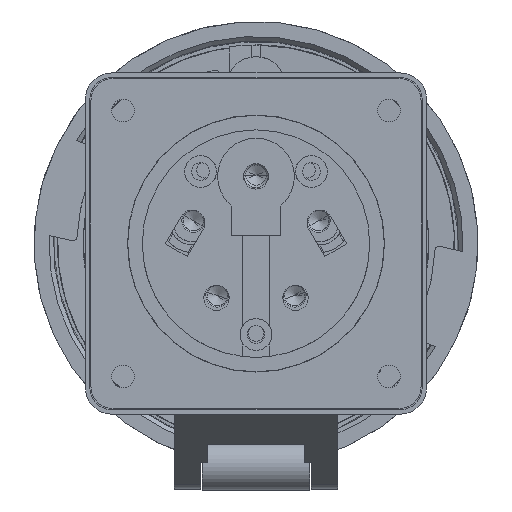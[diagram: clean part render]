
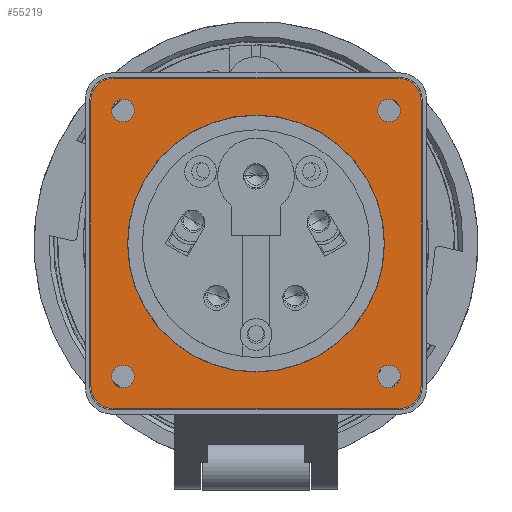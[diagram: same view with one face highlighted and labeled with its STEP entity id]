
A CAD part, front view. The second image highlights one B-rep face of the part: STEP entity #55219.
In plain terms, the highlighted face is planar.
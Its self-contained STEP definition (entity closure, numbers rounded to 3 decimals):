
#54208=CARTESIAN_POINT('',(0.,0.,0.));
#54209=DIRECTION('',(0.,0.,-1.));
#54210=DIRECTION('',(0.,-1.,0.));
#54211=AXIS2_PLACEMENT_3D('',#54208,#54209,#54210);
#54216=CARTESIAN_POINT('',(0.,0.,0.));
#54217=DIRECTION('',(0.,0.,-1.));
#54218=DIRECTION('',(0.,1.,0.));
#54219=AXIS2_PLACEMENT_3D('',#54216,#54217,#54218);
#54224=CARTESIAN_POINT('',(30.,30.,0.));
#54225=DIRECTION('',(0.,0.,-1.));
#54226=DIRECTION('',(0.,-1.,0.));
#54227=AXIS2_PLACEMENT_3D('',#54224,#54225,#54226);
#54232=CARTESIAN_POINT('',(30.,30.,0.));
#54233=DIRECTION('',(0.,0.,-1.));
#54234=DIRECTION('',(0.,1.,0.));
#54235=AXIS2_PLACEMENT_3D('',#54232,#54233,#54234);
#54240=CARTESIAN_POINT('',(30.,-30.,0.));
#54241=DIRECTION('',(0.,0.,-1.));
#54242=DIRECTION('',(0.,-1.,0.));
#54243=AXIS2_PLACEMENT_3D('',#54240,#54241,#54242);
#54248=CARTESIAN_POINT('',(30.,-30.,0.));
#54249=DIRECTION('',(0.,0.,-1.));
#54250=DIRECTION('',(0.,1.,0.));
#54251=AXIS2_PLACEMENT_3D('',#54248,#54249,#54250);
#54256=CARTESIAN_POINT('',(-30.,30.,0.));
#54257=DIRECTION('',(0.,0.,-1.));
#54258=DIRECTION('',(0.,-1.,0.));
#54259=AXIS2_PLACEMENT_3D('',#54256,#54257,#54258);
#54264=CARTESIAN_POINT('',(-30.,30.,0.));
#54265=DIRECTION('',(0.,0.,-1.));
#54266=DIRECTION('',(0.,1.,0.));
#54267=AXIS2_PLACEMENT_3D('',#54264,#54265,#54266);
#54272=CARTESIAN_POINT('',(-30.,-30.,0.));
#54273=DIRECTION('',(0.,0.,-1.));
#54274=DIRECTION('',(0.,-1.,0.));
#54275=AXIS2_PLACEMENT_3D('',#54272,#54273,#54274);
#54280=CARTESIAN_POINT('',(-30.,-30.,0.));
#54281=DIRECTION('',(0.,0.,-1.));
#54282=DIRECTION('',(0.,1.,0.));
#54283=AXIS2_PLACEMENT_3D('',#54280,#54281,#54282);
#54288=CARTESIAN_POINT('',(32.25,32.25,0.));
#54289=DIRECTION('',(0.,0.,-1.));
#54290=DIRECTION('',(0.,1.,0.));
#54291=AXIS2_PLACEMENT_3D('',#54288,#54289,#54290);
#54296=DIRECTION('',(-1.,0.,0.));
#54297=VECTOR('',#54296,64.5);
#54298=CARTESIAN_POINT('',(32.25,37.25,0.));
#54299=LINE('',#54298,#54297);
#54303=CARTESIAN_POINT('',(-32.25,32.25,0.));
#54304=DIRECTION('',(0.,0.,-1.));
#54305=DIRECTION('',(-1.,0.,0.));
#54306=AXIS2_PLACEMENT_3D('',#54303,#54304,#54305);
#54311=DIRECTION('',(0.,-1.,0.));
#54312=VECTOR('',#54311,64.5);
#54313=CARTESIAN_POINT('',(-37.25,32.25,0.));
#54314=LINE('',#54313,#54312);
#54318=CARTESIAN_POINT('',(-32.25,-32.25,0.));
#54319=DIRECTION('',(0.,0.,-1.));
#54320=DIRECTION('',(0.,-1.,0.));
#54321=AXIS2_PLACEMENT_3D('',#54318,#54319,#54320);
#54326=DIRECTION('',(1.,0.,0.));
#54327=VECTOR('',#54326,64.5);
#54328=CARTESIAN_POINT('',(-32.25,-37.25,0.));
#54329=LINE('',#54328,#54327);
#54333=CARTESIAN_POINT('',(32.25,-32.25,0.));
#54334=DIRECTION('',(0.,0.,-1.));
#54335=DIRECTION('',(1.,0.,0.));
#54336=AXIS2_PLACEMENT_3D('',#54333,#54334,#54335);
#54341=DIRECTION('',(0.,1.,0.));
#54342=VECTOR('',#54341,64.5);
#54343=CARTESIAN_POINT('',(37.25,-32.25,0.));
#54344=LINE('',#54343,#54342);
#55030=CARTESIAN_POINT('',(0.,-29.,0.));
#55031=CARTESIAN_POINT('',(0.,29.,0.));
#55032=VERTEX_POINT('',#55030);
#55033=VERTEX_POINT('',#55031);
#55034=CARTESIAN_POINT('',(30.,27.45,0.));
#55035=CARTESIAN_POINT('',(30.,32.55,0.));
#55036=VERTEX_POINT('',#55034);
#55037=VERTEX_POINT('',#55035);
#55038=CARTESIAN_POINT('',(30.,-32.55,0.));
#55039=CARTESIAN_POINT('',(30.,-27.45,0.));
#55040=VERTEX_POINT('',#55038);
#55041=VERTEX_POINT('',#55039);
#55042=CARTESIAN_POINT('',(-30.,27.45,0.));
#55043=CARTESIAN_POINT('',(-30.,32.55,0.));
#55044=VERTEX_POINT('',#55042);
#55045=VERTEX_POINT('',#55043);
#55046=CARTESIAN_POINT('',(-30.,-32.55,0.));
#55047=CARTESIAN_POINT('',(-30.,-27.45,0.));
#55048=VERTEX_POINT('',#55046);
#55049=VERTEX_POINT('',#55047);
#55070=CARTESIAN_POINT('',(32.25,37.25,0.));
#55071=CARTESIAN_POINT('',(37.25,32.25,0.));
#55072=VERTEX_POINT('',#55070);
#55073=VERTEX_POINT('',#55071);
#55078=CARTESIAN_POINT('',(-37.25,32.25,0.));
#55079=CARTESIAN_POINT('',(-32.25,37.25,0.));
#55080=VERTEX_POINT('',#55078);
#55081=VERTEX_POINT('',#55079);
#55086=CARTESIAN_POINT('',(-32.25,-37.25,0.));
#55087=CARTESIAN_POINT('',(-37.25,-32.25,0.));
#55088=VERTEX_POINT('',#55086);
#55089=VERTEX_POINT('',#55087);
#55094=CARTESIAN_POINT('',(37.25,-32.25,0.));
#55095=CARTESIAN_POINT('',(32.25,-37.25,0.));
#55096=VERTEX_POINT('',#55094);
#55097=VERTEX_POINT('',#55095);
#55166=CARTESIAN_POINT('',(0.,0.,0.));
#55167=DIRECTION('',(0.,0.,1.));
#55168=DIRECTION('',(0.,-1.,0.));
#55169=AXIS2_PLACEMENT_3D('',#55166,#55167,#55168);
#55170=PLANE('',#55169);
#55172=ORIENTED_EDGE('',*,*,#55171,.F.);
#55174=ORIENTED_EDGE('',*,*,#55173,.T.);
#55176=ORIENTED_EDGE('',*,*,#55175,.F.);
#55178=ORIENTED_EDGE('',*,*,#55177,.T.);
#55180=ORIENTED_EDGE('',*,*,#55179,.F.);
#55182=ORIENTED_EDGE('',*,*,#55181,.T.);
#55184=ORIENTED_EDGE('',*,*,#55183,.F.);
#55186=ORIENTED_EDGE('',*,*,#55185,.T.);
#55187=EDGE_LOOP('',(#55172,#55174,#55176,#55178,#55180,#55182,#55184,#55186));
#55188=FACE_OUTER_BOUND('',#55187,.F.);
#55190=ORIENTED_EDGE('',*,*,#55189,.T.);
#55192=ORIENTED_EDGE('',*,*,#55191,.T.);
#55193=EDGE_LOOP('',(#55190,#55192));
#55194=FACE_BOUND('',#55193,.F.);
#55196=ORIENTED_EDGE('',*,*,#55195,.T.);
#55198=ORIENTED_EDGE('',*,*,#55197,.T.);
#55199=EDGE_LOOP('',(#55196,#55198));
#55200=FACE_BOUND('',#55199,.F.);
#55202=ORIENTED_EDGE('',*,*,#55201,.T.);
#55204=ORIENTED_EDGE('',*,*,#55203,.T.);
#55205=EDGE_LOOP('',(#55202,#55204));
#55206=FACE_BOUND('',#55205,.F.);
#55208=ORIENTED_EDGE('',*,*,#55207,.T.);
#55210=ORIENTED_EDGE('',*,*,#55209,.T.);
#55211=EDGE_LOOP('',(#55208,#55210));
#55212=FACE_BOUND('',#55211,.F.);
#55214=ORIENTED_EDGE('',*,*,#55213,.T.);
#55216=ORIENTED_EDGE('',*,*,#55215,.T.);
#55217=EDGE_LOOP('',(#55214,#55216));
#55218=FACE_BOUND('',#55217,.F.);
#54212=CIRCLE('',#54211,29.);
#54220=CIRCLE('',#54219,29.);
#54228=CIRCLE('',#54227,2.55);
#54236=CIRCLE('',#54235,2.55);
#54244=CIRCLE('',#54243,2.55);
#54252=CIRCLE('',#54251,2.55);
#54260=CIRCLE('',#54259,2.55);
#54268=CIRCLE('',#54267,2.55);
#54276=CIRCLE('',#54275,2.55);
#54284=CIRCLE('',#54283,2.55);
#54292=CIRCLE('',#54291,5.);
#54307=CIRCLE('',#54306,5.);
#54322=CIRCLE('',#54321,5.);
#54337=CIRCLE('',#54336,5.);
#55171=EDGE_CURVE('',#55072,#55073,#54292,.T.);
#55173=EDGE_CURVE('',#55072,#55081,#54299,.T.);
#55175=EDGE_CURVE('',#55080,#55081,#54307,.T.);
#55177=EDGE_CURVE('',#55080,#55089,#54314,.T.);
#55179=EDGE_CURVE('',#55088,#55089,#54322,.T.);
#55181=EDGE_CURVE('',#55088,#55097,#54329,.T.);
#55183=EDGE_CURVE('',#55096,#55097,#54337,.T.);
#55185=EDGE_CURVE('',#55096,#55073,#54344,.T.);
#55189=EDGE_CURVE('',#55036,#55037,#54228,.T.);
#55191=EDGE_CURVE('',#55037,#55036,#54236,.T.);
#55195=EDGE_CURVE('',#55040,#55041,#54244,.T.);
#55197=EDGE_CURVE('',#55041,#55040,#54252,.T.);
#55201=EDGE_CURVE('',#55044,#55045,#54260,.T.);
#55203=EDGE_CURVE('',#55045,#55044,#54268,.T.);
#55207=EDGE_CURVE('',#55048,#55049,#54276,.T.);
#55209=EDGE_CURVE('',#55049,#55048,#54284,.T.);
#55213=EDGE_CURVE('',#55032,#55033,#54212,.T.);
#55215=EDGE_CURVE('',#55033,#55032,#54220,.T.);
#55219=ADVANCED_FACE('',(#55188,#55194,#55200,#55206,#55212,#55218),#55170,.F.);
